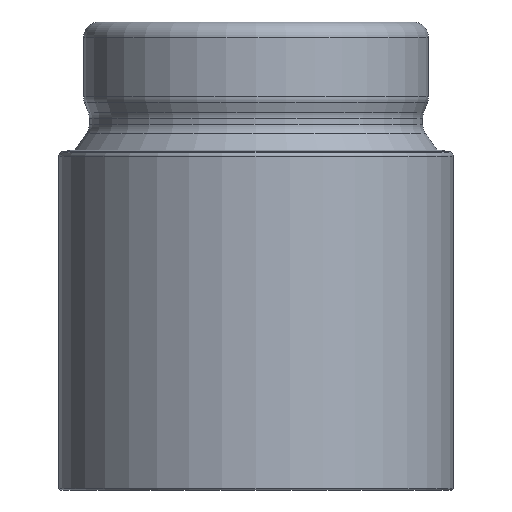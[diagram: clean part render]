
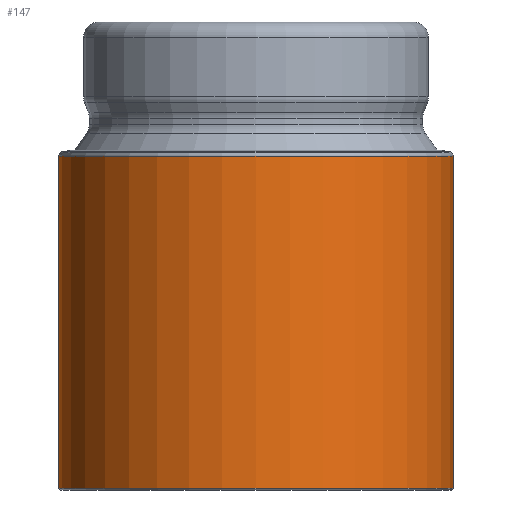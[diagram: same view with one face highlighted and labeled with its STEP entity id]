
A CAD part, front view. The second image highlights one B-rep face of the part: STEP entity #147.
In plain terms, the highlighted cylindrical face has radius 25.4 mm (diameter 50.8 mm), a partial arc.
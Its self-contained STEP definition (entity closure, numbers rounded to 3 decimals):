
#123=CYLINDRICAL_SURFACE('',#2030,25.4);
#147=ADVANCED_FACE('',(#293),#123,.T.);
#293=FACE_OUTER_BOUND('',#397,.T.);
#397=EDGE_LOOP('',(#522,#523,#524,#525));
#522=ORIENTED_EDGE('',*,*,#1243,.T.);
#523=ORIENTED_EDGE('',*,*,#1240,.T.);
#524=ORIENTED_EDGE('',*,*,#1234,.T.);
#525=ORIENTED_EDGE('',*,*,#1242,.F.);
#1062=VERTEX_POINT('',#3159);
#1063=VERTEX_POINT('',#3160);
#1066=VERTEX_POINT('',#3171);
#1067=VERTEX_POINT('',#3173);
#1234=EDGE_CURVE('',#1062,#1063,#1569,.T.);
#1240=EDGE_CURVE('',#1066,#1062,#1851,.T.);
#1242=EDGE_CURVE('',#1067,#1063,#1852,.T.);
#1243=EDGE_CURVE('',#1067,#1066,#1576,.T.);
#1569=CIRCLE('',#2019,25.4);
#1576=CIRCLE('',#2029,25.4);
#1851=LINE('',#3170,#1894);
#1852=LINE('',#3174,#1895);
#1894=VECTOR('',#2354,1.);
#1895=VECTOR('',#2357,1.);
#2019=AXIS2_PLACEMENT_3D('',#3158,#2338,#2339);
#2029=AXIS2_PLACEMENT_3D('',#3176,#2360,#2361);
#2030=AXIS2_PLACEMENT_3D('',#3177,#2362,#2363);
#2338=DIRECTION('',(0.,0.,-1.));
#2339=DIRECTION('',(1.,0.,0.));
#2354=DIRECTION('',(0.,0.,1.));
#2357=DIRECTION('',(0.,0.,1.));
#2360=DIRECTION('',(0.,0.,1.));
#2361=DIRECTION('',(-1.,0.,0.));
#2362=DIRECTION('',(0.,0.,1.));
#2363=DIRECTION('',(1.,0.,0.));
#3158=CARTESIAN_POINT('',(0.,0.,-17.273));
#3159=CARTESIAN_POINT('',(25.4,0.,-17.273));
#3160=CARTESIAN_POINT('',(-25.4,0.,-17.273));
#3170=CARTESIAN_POINT('',(25.4,0.,-17.273));
#3171=CARTESIAN_POINT('',(25.4,0.,-60.125));
#3173=CARTESIAN_POINT('',(-25.4,0.,-60.125));
#3174=CARTESIAN_POINT('',(-25.4,0.,-17.273));
#3176=CARTESIAN_POINT('',(0.,0.,-60.125));
#3177=CARTESIAN_POINT('',(0.,0.,-60.325));
